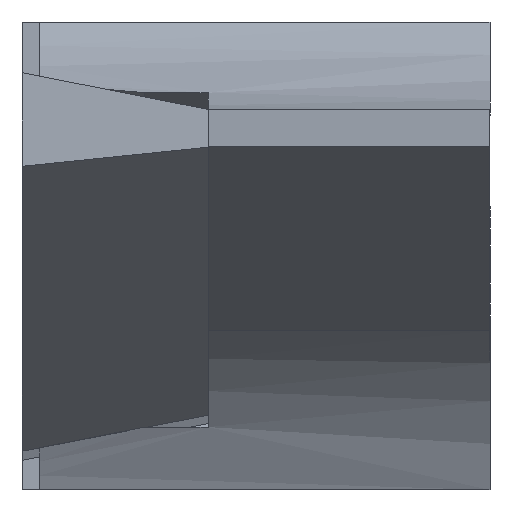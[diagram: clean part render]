
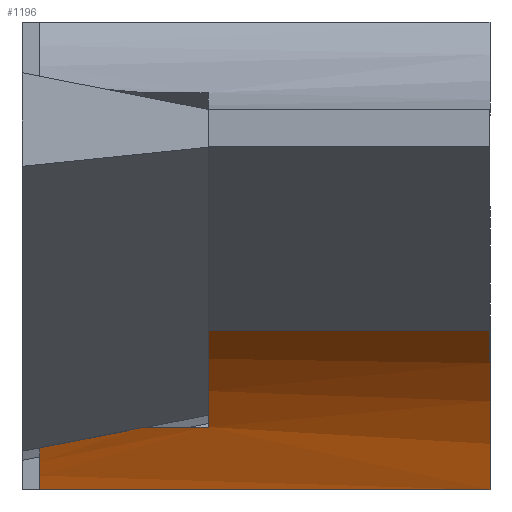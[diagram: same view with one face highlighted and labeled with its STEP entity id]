
A CAD part, left-side view. The second image highlights one B-rep face of the part: STEP entity #1196.
In plain terms, the highlighted cylindrical face has radius 6 mm (diameter 12 mm), a partial arc.
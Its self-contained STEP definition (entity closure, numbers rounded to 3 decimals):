
#48 = VERTEX_POINT ( 'NONE', #2330 ) ;
#151 = AXIS2_PLACEMENT_3D ( 'NONE', #1276, #1271, #1268 ) ;
#157 = VECTOR ( 'NONE', #660, 1000. ) ;
#172 = ORIENTED_EDGE ( 'NONE', *, *, #2373, .T. ) ;
#249 = ORIENTED_EDGE ( 'NONE', *, *, #1823, .T. ) ;
#292 = VERTEX_POINT ( 'NONE', #1557 ) ;
#300 = CARTESIAN_POINT ( 'NONE',  ( -74.995, 100.995, -5.273 ) ) ;
#317 = ORIENTED_EDGE ( 'NONE', *, *, #1297, .T. ) ;
#464 = LINE ( 'NONE', #300, #1048 ) ;
#502 = DIRECTION ( 'NONE',  ( 0., 0., 1. ) ) ;
#508 = DIRECTION ( 'NONE',  ( 0., -1., 0. ) ) ;
#510 = CARTESIAN_POINT ( 'NONE',  ( -78.522, -0.3, -10.128 ) ) ;
#647 = CIRCLE ( 'NONE', #151, 6. ) ;
#660 = DIRECTION ( 'NONE',  ( 0., -1., 0. ) ) ;
#668 = CARTESIAN_POINT ( 'NONE',  ( -72.912, 100.995, -8. ) ) ;
#777 = ORIENTED_EDGE ( 'NONE', *, *, #1545, .T. ) ;
#784 = DIRECTION ( 'NONE',  ( 0., 0., 1. ) ) ;
#788 = DIRECTION ( 'NONE',  ( 0., 1., 0. ) ) ;
#789 = CARTESIAN_POINT ( 'NONE',  ( -78.522, -8., -10.128 ) ) ;
#937 = ORIENTED_EDGE ( 'NONE', *, *, #2494, .F. ) ;
#947 = VERTEX_POINT ( 'NONE', #2323 ) ;
#998 = VERTEX_POINT ( 'NONE', #2254 ) ;
#1048 = VECTOR ( 'NONE', #1174, 1000. ) ;
#1140 = CARTESIAN_POINT ( 'NONE',  ( -73.242, -0.3, -7.278 ) ) ;
#1174 = DIRECTION ( 'NONE',  ( 0., -1., 0. ) ) ;
#1196 = ADVANCED_FACE ( 'NONE', ( #2484 ), #2436, .F. ) ;
#1227 = LINE ( 'NONE', #668, #157 ) ;
#1230 = CARTESIAN_POINT ( 'NONE',  ( -74.995, -8., -5.273 ) ) ;
#1243 = ORIENTED_EDGE ( 'NONE', *, *, #2243, .F. ) ;
#1265 = LINE ( 'NONE', #1638, #1723 ) ;
#1268 = DIRECTION ( 'NONE',  ( 0., 0., -1. ) ) ;
#1271 = DIRECTION ( 'NONE',  ( 0., 1., 0. ) ) ;
#1272 = AXIS2_PLACEMENT_3D ( 'NONE', #510, #508, #502 ) ;
#1276 = CARTESIAN_POINT ( 'NONE',  ( -78.522, -3.18, -10.128 ) ) ;
#1297 = EDGE_CURVE ( 'NONE', #998, #1993, #2541, .T. ) ;
#1396 = CARTESIAN_POINT ( 'NONE',  ( -73.449, -3.18, -6.924 ) ) ;
#1545 = EDGE_CURVE ( 'NONE', #1731, #998, #1265, .T. ) ;
#1557 = CARTESIAN_POINT ( 'NONE',  ( -72.912, -8., -8. ) ) ;
#1620 = DIRECTION ( 'NONE',  ( 0., 1., 0. ) ) ;
#1638 = CARTESIAN_POINT ( 'NONE',  ( -73.449, 100.995, -6.924 ) ) ;
#1647 = AXIS2_PLACEMENT_3D ( 'NONE', #2045, #2042, #2048 ) ;
#1723 = VECTOR ( 'NONE', #1620, 1000. ) ;
#1731 = VERTEX_POINT ( 'NONE', #1396 ) ;
#1823 = EDGE_CURVE ( 'NONE', #48, #1731, #647, .T. ) ;
#1849 = AXIS2_PLACEMENT_3D ( 'NONE', #789, #788, #784 ) ;
#1891 = VERTEX_POINT ( 'NONE', #1230 ) ;
#1948 = CARTESIAN_POINT ( 'NONE',  ( -73.242, -0.3, -7.278 ) ) ;
#1952 = CARTESIAN_POINT ( 'NONE',  ( -73.307, -0.912, -7.157 ) ) ;
#1956 = CARTESIAN_POINT ( 'NONE',  ( -73.376, -1.512, -7.04 ) ) ;
#1957 = EDGE_CURVE ( 'NONE', #48, #1891, #464, .T. ) ;
#1958 = CARTESIAN_POINT ( 'NONE',  ( -73.449, -2.099, -6.924 ) ) ;
#1993 = VERTEX_POINT ( 'NONE', #1140 ) ;
#2042 = DIRECTION ( 'NONE',  ( 0., -1., 0. ) ) ;
#2045 = CARTESIAN_POINT ( 'NONE',  ( -78.522, 100.995, -10.128 ) ) ;
#2048 = DIRECTION ( 'NONE',  ( 0., 0., -1. ) ) ;
#2186 = EDGE_LOOP ( 'NONE', ( #937, #172, #1243, #2316, #249, #777, #317 ) ) ;
#2243 = EDGE_CURVE ( 'NONE', #1891, #292, #2481, .T. ) ;
#2254 = CARTESIAN_POINT ( 'NONE',  ( -73.449, -2.099, -6.924 ) ) ;
#2316 = ORIENTED_EDGE ( 'NONE', *, *, #1957, .F. ) ;
#2323 = CARTESIAN_POINT ( 'NONE',  ( -72.912, -0.3, -8. ) ) ;
#2330 = CARTESIAN_POINT ( 'NONE',  ( -74.995, -3.18, -5.273 ) ) ;
#2373 = EDGE_CURVE ( 'NONE', #947, #292, #1227, .T. ) ;
#2436 = CYLINDRICAL_SURFACE ( 'NONE', #1647, 6. ) ;
#2457 = CIRCLE ( 'NONE', #1272, 6. ) ;
#2481 = CIRCLE ( 'NONE', #1849, 6. ) ;
#2484 = FACE_OUTER_BOUND ( 'NONE', #2186, .T. ) ;
#2494 = EDGE_CURVE ( 'NONE', #947, #1993, #2457, .T. ) ;
#2541 =( BOUNDED_CURVE ( )  B_SPLINE_CURVE ( 3, ( #1958, #1956, #1952, #1948 ),
 .UNSPECIFIED., .F., .T. ) 
 B_SPLINE_CURVE_WITH_KNOTS ( ( 4, 4 ),
 ( 0.99, 1.058 ),
 .UNSPECIFIED. ) 
 CURVE ( )  GEOMETRIC_REPRESENTATION_ITEM ( )  RATIONAL_B_SPLINE_CURVE ( ( 1., 1., 1., 1. ) ) 
 REPRESENTATION_ITEM ( '' )  );
